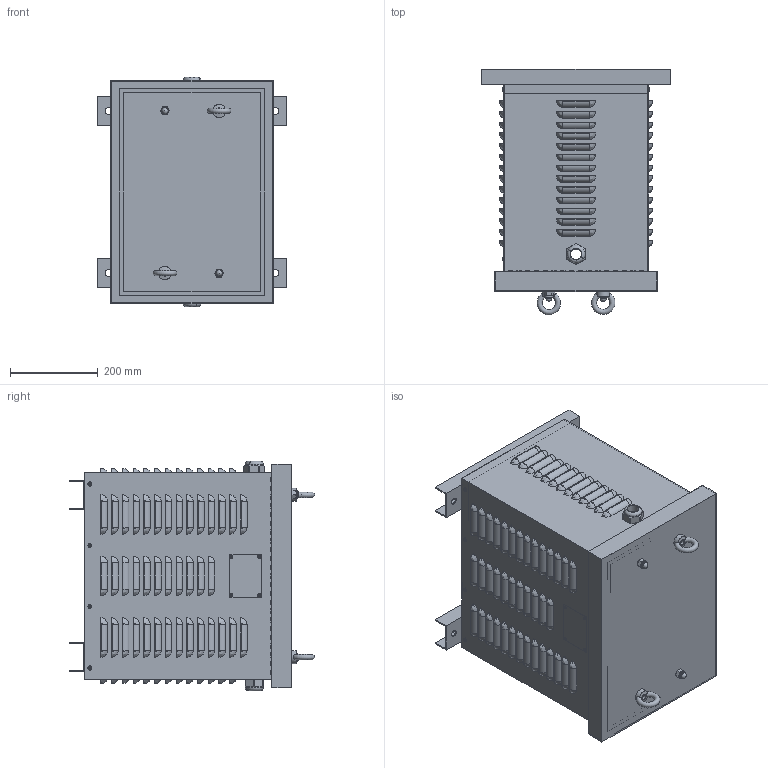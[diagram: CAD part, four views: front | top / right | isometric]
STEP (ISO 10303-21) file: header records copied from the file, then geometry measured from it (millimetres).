
FILE_DESCRIPTION(/* description */ (''),/* implementation_level */ '2;1');
FILE_NAME(/* name */ 'YLQ03155763.stp',/* time_stamp */ '2023-09-05T10:11:00+02:00',/* author */ ('velazquez'),/* organization */ (''),/* preprocessor_version */ 'ST-DEVELOPER v19.2',/* originating_system */ 'Autodesk Inventor 2023',/* authorisation */ '');
FILE_SCHEMA (('AUTOMOTIVE_DESIGN { 1 0 10303 214 3 1 1 }'));
Products named in the file (11): YLQ03155763; JE040 - JE050 CUERPO; JE040 - JE050 BASE; JE040 - JE050 PATAS; JE040 - JE050 TAPA SUPERIOR; ISO 7045 - M4 x 5 - 4.8 - H; PLACA CARACTERISTICAS; IFI 521 - 41, TPHSSPMBR; 1411146; DIN 986 - M12 - SW18; DIN 582 - M12
Assembly tree (24 placements, depth 2):
  YLQ03155763
    JE040 - JE050 CUERPO
    JE040 - JE050 BASE
    JE040 - JE050 PATAS  x2
    JE040 - JE050 TAPA SUPERIOR
    ISO 7045 - M4 x 5 - 4.8 - H  x8
    PLACA CARACTERISTICAS
    IFI 521 - 41, TPHSSPMBR  x4
    1411146  x2
    DIN 986 - M12 - SW18  x2
    DIN 582 - M12  x2
Bounding box: 431 x 559.9 x 523.4 mm (x, y, z)
Volume: 3115361.3 mm3; surface area: 2768097.1 mm2
Topology: 24 solids, 24 shells, 2403 faces, 6740 edges, 4199 vertices
Faces by surface type: plane 969, cylinder 808, bspline 420, cone 134, torus 58, sphere 14
Full cylindrical faces by diameter (mm): 3.2 x4, 3.621 x8, 4 x16, 5 x8, 10.106 x4, 11 x260, 13.6 x2, 14 x4, 15 x4, 18 x2, 30 x2, 38 x2
Entity records: 72378 total; most frequent: CARTESIAN_POINT 15289, DIRECTION 11405, ORIENTED_EDGE 11376, EDGE_CURVE 5688, AXIS2_PLACEMENT_3D 4098, VERTEX_POINT 3648, LINE 3209, VECTOR 3209
